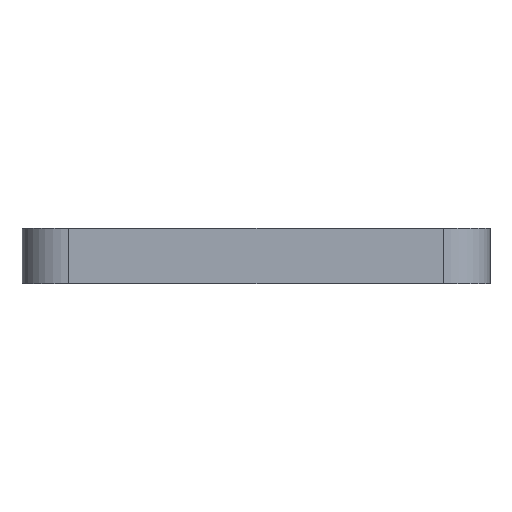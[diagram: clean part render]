
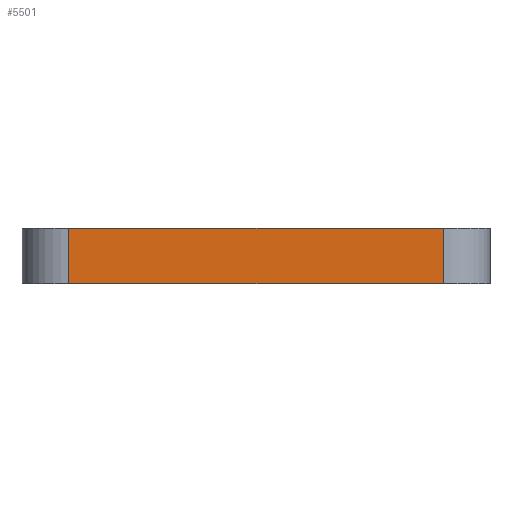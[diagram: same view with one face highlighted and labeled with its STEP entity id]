
A CAD part, front view. The second image highlights one B-rep face of the part: STEP entity #5501.
In plain terms, the highlighted planar face has unit normal (0, -1, 0).
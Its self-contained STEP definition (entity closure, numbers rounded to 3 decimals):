
#39 = EDGE_LOOP ( 'NONE', ( #5840, #6806, #6178, #3737 ) ) ;
#543 = CARTESIAN_POINT ( 'NONE',  ( -16., -20., 0. ) ) ;
#1253 = EDGE_CURVE ( 'NONE', #4338, #8195, #4659, .T. ) ;
#1557 = VERTEX_POINT ( 'NONE', #4067 ) ;
#1605 = DIRECTION ( 'NONE',  ( 1., 0., 0. ) ) ;
#1748 = CARTESIAN_POINT ( 'NONE',  ( 16., -20., -4.75 ) ) ;
#2103 = CARTESIAN_POINT ( 'NONE',  ( 16., -20., -4.75 ) ) ;
#2271 = VECTOR ( 'NONE', #1605, 1000. ) ;
#2792 = CARTESIAN_POINT ( 'NONE',  ( 0., -20., -4.75 ) ) ;
#2847 = VECTOR ( 'NONE', #3038, 1000. ) ;
#3038 = DIRECTION ( 'NONE',  ( 0., 0., 1. ) ) ;
#3163 = EDGE_CURVE ( 'NONE', #4338, #7951, #4518, .T. ) ;
#3224 = LINE ( 'NONE', #2103, #3638 ) ;
#3299 = AXIS2_PLACEMENT_3D ( 'NONE', #7881, #8652, #6595 ) ;
#3347 = VECTOR ( 'NONE', #7381, 1000. ) ;
#3528 = EDGE_CURVE ( 'NONE', #8195, #1557, #8193, .T. ) ;
#3638 = VECTOR ( 'NONE', #4150, 1000. ) ;
#3729 = FACE_OUTER_BOUND ( 'NONE', #39, .T. ) ;
#3737 = ORIENTED_EDGE ( 'NONE', *, *, #4792, .T. ) ;
#4067 = CARTESIAN_POINT ( 'NONE',  ( 16., -20., 0. ) ) ;
#4150 = DIRECTION ( 'NONE',  ( 0., 0., 1. ) ) ;
#4338 = VERTEX_POINT ( 'NONE', #4852 ) ;
#4456 = CARTESIAN_POINT ( 'NONE',  ( -16., -20., -4.75 ) ) ;
#4518 = LINE ( 'NONE', #2792, #2271 ) ;
#4659 = LINE ( 'NONE', #4456, #2847 ) ;
#4792 = EDGE_CURVE ( 'NONE', #7951, #1557, #3224, .T. ) ;
#4852 = CARTESIAN_POINT ( 'NONE',  ( -16., -20., -4.75 ) ) ;
#5446 = CARTESIAN_POINT ( 'NONE',  ( 0., -20., 0. ) ) ;
#5501 = ADVANCED_FACE ( 'NONE', ( #3729 ), #6530, .T. ) ;
#5840 = ORIENTED_EDGE ( 'NONE', *, *, #3528, .F. ) ;
#6178 = ORIENTED_EDGE ( 'NONE', *, *, #3163, .T. ) ;
#6530 = PLANE ( 'NONE',  #3299 ) ;
#6595 = DIRECTION ( 'NONE',  ( 0., 0., -1. ) ) ;
#6806 = ORIENTED_EDGE ( 'NONE', *, *, #1253, .F. ) ;
#7381 = DIRECTION ( 'NONE',  ( 1., 0., 0. ) ) ;
#7881 = CARTESIAN_POINT ( 'NONE',  ( 0., -20., -4.75 ) ) ;
#7951 = VERTEX_POINT ( 'NONE', #1748 ) ;
#8193 = LINE ( 'NONE', #5446, #3347 ) ;
#8195 = VERTEX_POINT ( 'NONE', #543 ) ;
#8652 = DIRECTION ( 'NONE',  ( 0., -1., 0. ) ) ;
